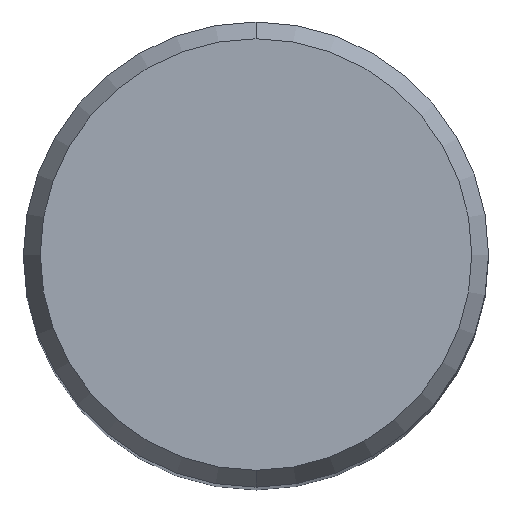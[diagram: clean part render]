
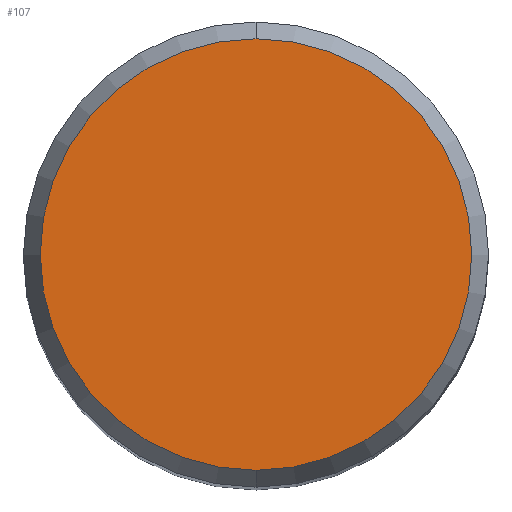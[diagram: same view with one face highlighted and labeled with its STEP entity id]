
A CAD part, top view. The second image highlights one B-rep face of the part: STEP entity #107.
In plain terms, the highlighted planar face has unit normal (0, 0, 1).
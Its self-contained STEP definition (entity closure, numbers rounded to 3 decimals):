
#107=ADVANCED_FACE('',(#259),#260,.T.);
#145=VERTEX_POINT('',#302);
#147=VERTEX_POINT('',#304);
#203=EDGE_CURVE('',#147,#145,#366,.T.);
#217=EDGE_CURVE('',#145,#147,#381,.T.);
#259=FACE_OUTER_BOUND('',#421,.T.);
#260=PLANE('',#422);
#302=CARTESIAN_POINT('',(0.,-5.892,0.));
#304=CARTESIAN_POINT('',(0.0,5.892,0.));
#366=CIRCLE('',#560,5.892);
#381=CIRCLE('',#581,5.892);
#421=EDGE_LOOP('',(#611,#612));
#422=AXIS2_PLACEMENT_3D('',#613,#614,#615);
#560=AXIS2_PLACEMENT_3D('',#739,#740,#741);
#581=AXIS2_PLACEMENT_3D('',#755,#756,#757);
#611=ORIENTED_EDGE('',*,*,#203,.F.);
#612=ORIENTED_EDGE('',*,*,#217,.F.);
#613=CARTESIAN_POINT('',(0.0,2.946,0.));
#614=DIRECTION('',(-0.0,0.0,1.0));
#615=DIRECTION('',(0.0,-1.0,0.0));
#739=CARTESIAN_POINT('',(0.0,0.0,0.));
#740=DIRECTION('',(0.0,0.0,-1.0));
#741=DIRECTION('',(0.0,1.0,0.0));
#755=CARTESIAN_POINT('',(0.0,0.0,0.));
#756=DIRECTION('',(0.0,0.0,-1.0));
#757=DIRECTION('',(0.0,1.0,0.0));
